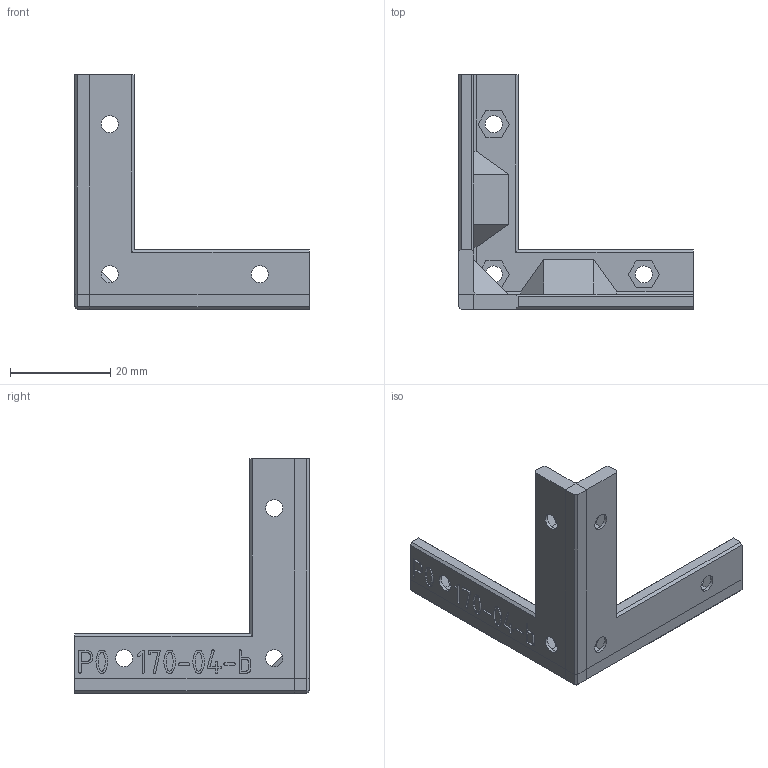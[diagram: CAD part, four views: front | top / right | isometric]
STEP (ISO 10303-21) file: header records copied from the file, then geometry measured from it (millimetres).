
FILE_DESCRIPTION(('FreeCAD Model'),'2;1');
FILE_NAME('Open CASCADE Shape Model','2023-10-07T19:22:21',(''),(''), 'Open CASCADE STEP processor 7.6','FreeCAD','Unknown');
FILE_SCHEMA(('AUTOMOTIVE_DESIGN { 1 0 10303 214 1 1 1 1 }'));
Length unit declared in the file: millimetre
Products named in the file (1): P0170-04-b_Eckverbinder
Bounding box: 46.9 x 46.9 x 46.9 mm (x, y, z)
Volume: 7837.1 mm3; surface area: 5912.5 mm2
Topology: 1 solids, 1 shells, 319 faces, 849 edges, 556 vertices
Faces by surface type: plane 172, extrusion 138, cylinder 9
Full cylindrical faces by diameter (mm): 3.4 x9
Entity records: 21052 total; most frequent: CARTESIAN_POINT 4803, DIRECTION 2515, VECTOR 2097, LINE 1959, ORIENTED_EDGE 1698, PCURVE 1698, DEFINITIONAL_REPRESENTATION 1698, EDGE_CURVE 849
